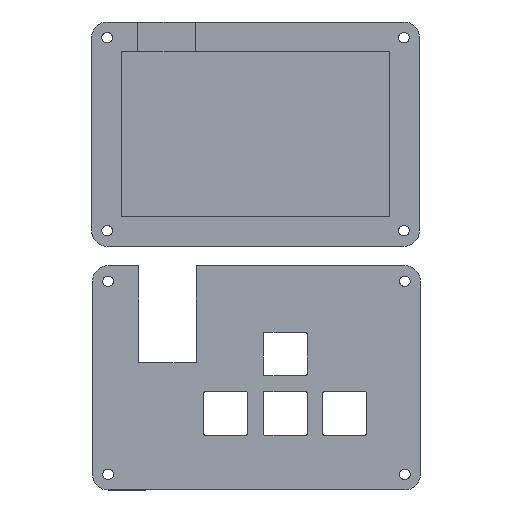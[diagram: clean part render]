
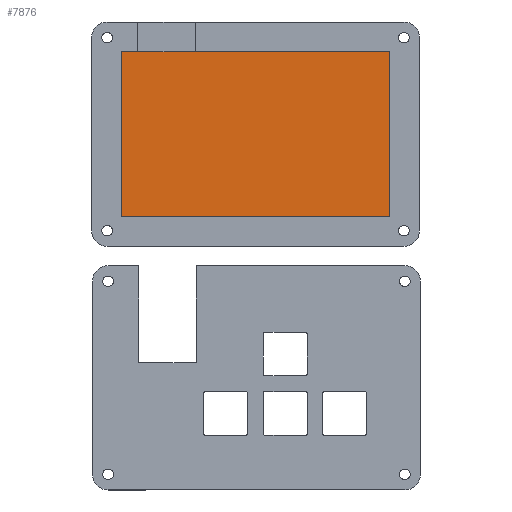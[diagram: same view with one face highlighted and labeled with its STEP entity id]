
A CAD part, top view. The second image highlights one B-rep face of the part: STEP entity #7876.
In plain terms, the highlighted planar face has unit normal (0, 0, 1).
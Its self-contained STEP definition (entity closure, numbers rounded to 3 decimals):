
#322=PLANE('',#8138);
#734=FACE_OUTER_BOUND('',#1196,.T.);
#1196=EDGE_LOOP('',(#7171,#7172,#7173,#7174));
#1836=LINE('',#15612,#2466);
#1838=LINE('',#15616,#2468);
#1839=LINE('',#15618,#2469);
#1840=LINE('',#15619,#2470);
#2466=VECTOR('',#9245,10.);
#2468=VECTOR('',#9249,10.);
#2469=VECTOR('',#9250,10.);
#2470=VECTOR('',#9251,10.);
#3713=VERTEX_POINT('',#15609);
#3714=VERTEX_POINT('',#15611);
#3715=VERTEX_POINT('',#15615);
#3716=VERTEX_POINT('',#15617);
#4872=EDGE_CURVE('',#3713,#3714,#1836,.T.);
#4874=EDGE_CURVE('',#3715,#3713,#1838,.T.);
#4875=EDGE_CURVE('',#3716,#3715,#1839,.T.);
#4876=EDGE_CURVE('',#3714,#3716,#1840,.T.);
#7171=ORIENTED_EDGE('',*,*,#4874,.F.);
#7172=ORIENTED_EDGE('',*,*,#4875,.F.);
#7173=ORIENTED_EDGE('',*,*,#4876,.F.);
#7174=ORIENTED_EDGE('',*,*,#4872,.F.);
#7876=ADVANCED_FACE('',(#734),#322,.T.);
#8138=AXIS2_PLACEMENT_3D('',#15614,#9247,#9248);
#9245=DIRECTION('',(1.,0.,0.));
#9247=DIRECTION('center_axis',(0.,0.,1.));
#9248=DIRECTION('ref_axis',(1.,0.,0.));
#9249=DIRECTION('',(0.,1.,0.));
#9250=DIRECTION('',(-1.,0.,0.));
#9251=DIRECTION('',(0.,-1.,0.));
#15609=CARTESIAN_POINT('',(0.,52.8,3.));
#15611=CARTESIAN_POINT('',(86.,52.8,3.));
#15612=CARTESIAN_POINT('',(21.5,52.8,3.));
#15614=CARTESIAN_POINT('Origin',(43.,26.4,3.));
#15615=CARTESIAN_POINT('',(0.,0.,3.));
#15616=CARTESIAN_POINT('',(0.,13.2,3.));
#15617=CARTESIAN_POINT('',(86.,0.,3.));
#15618=CARTESIAN_POINT('',(64.5,0.,3.));
#15619=CARTESIAN_POINT('',(86.,39.6,3.));
